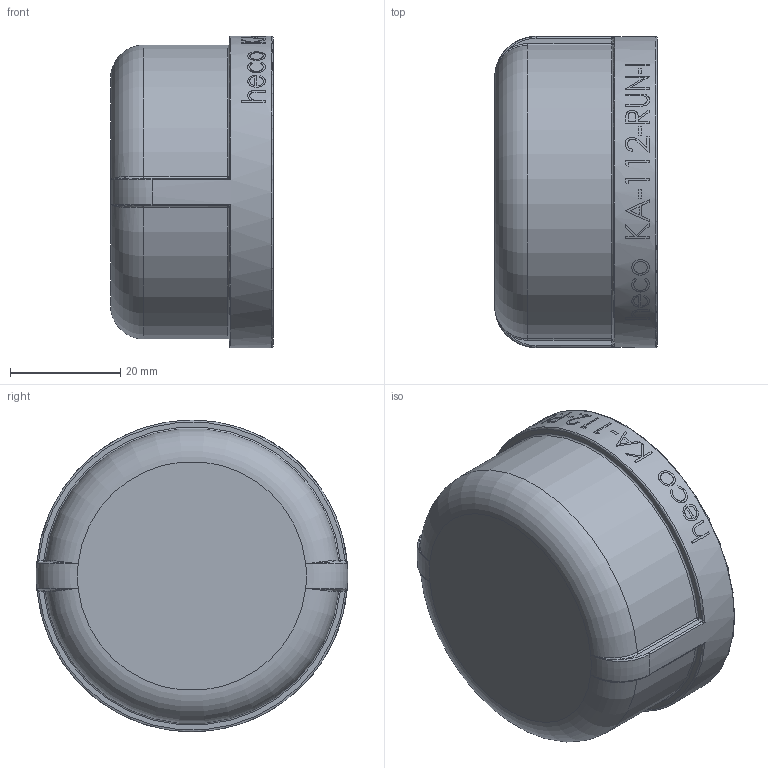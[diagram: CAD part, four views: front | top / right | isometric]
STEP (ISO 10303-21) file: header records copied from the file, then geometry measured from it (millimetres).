
FILE_DESCRIPTION (( 'STEP AP214' ), '1' );
FILE_NAME ('KA-112-RUN-I 2310.STEP', '2023-10-16T13:48:05', ( '' ), ( '' ), 'SwSTEP 2.0', 'SolidWorks 2019', '' );
FILE_SCHEMA (( 'AUTOMOTIVE_DESIGN' ));
Length unit declared in the file: millimetre
Products named in the file (1): KA-112-RUN-I 2310
Bounding box: 29.5 x 56.49 x 56.5 mm (x, y, z)
Volume: 23195.2 mm3; surface area: 13488.2 mm2
Topology: 1 solids, 1 shells, 232 faces, 587 edges, 371 vertices
Faces by surface type: bspline 95, plane 84, cylinder 37, torus 10, sphere 4, cone 2
Full cylindrical faces by diameter (mm): 44.845 x1, 48.003 x1, 56.5 x1
Entity records: 18821 total; most frequent: CARTESIAN_POINT 11551, ORIENTED_EDGE 1136, DIRECTION 657, EDGE_CURVE 568, VERTEX_POINT 367, B_SPLINE_CURVE_WITH_KNOTS 308, EDGE_LOOP 261, AXIS2_PLACEMENT_3D 259
